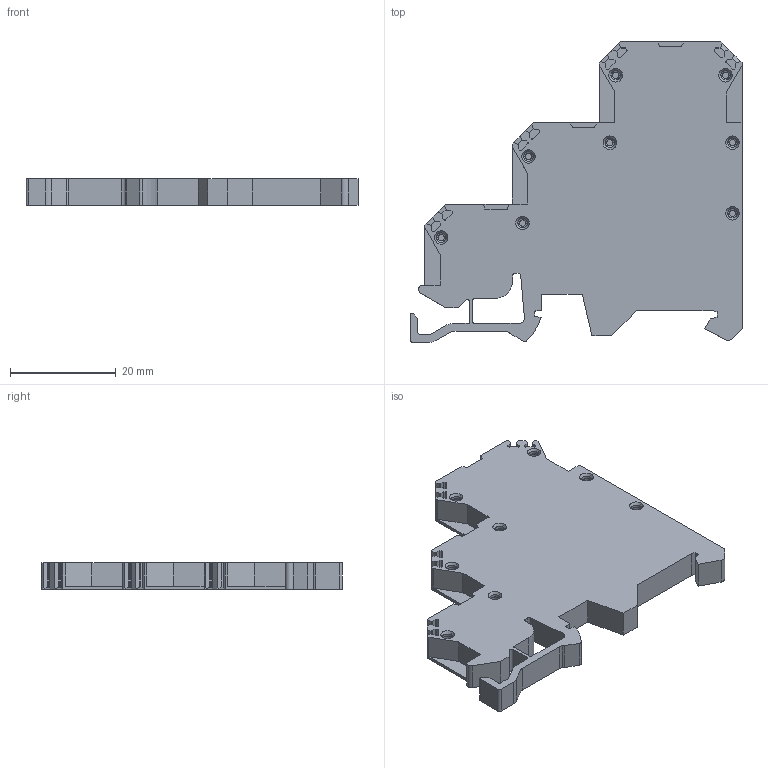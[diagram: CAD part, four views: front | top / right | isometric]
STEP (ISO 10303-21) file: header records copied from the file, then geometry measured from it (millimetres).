
FILE_DESCRIPTION(('FreeCAD Model'),'2;1');
FILE_NAME('1272_IK_2,5_PNP_DC_LED(GN)_48V_KOMBI_35.stp','2018-08-31T10:25:37',('Author'),( ''),'Open CASCADE STEP processor 7.2','FreeCAD','Unknown');
FILE_SCHEMA(('AUTOMOTIVE_DESIGN { 1 0 10303 214 1 1 1 1 }'));
Length unit declared in the file: millimetre
Products named in the file (1): 1272_IK_2,5_PNP_DC_LED(GN)_48V_KOMBI_35
Bounding box: 62.8 x 56.85 x 5.08 mm (x, y, z)
Volume: 10970.6 mm3; surface area: 6696.2 mm2
Topology: 1 solids, 1 shells, 344 faces, 884 edges, 560 vertices
Faces by surface type: plane 195, cylinder 97, cone 32, torus 20
Entity records: 22079 total; most frequent: CARTESIAN_POINT 3907, DIRECTION 3540, LINE 2246, VECTOR 2246, ORIENTED_EDGE 1768, PCURVE 1768, DEFINITIONAL_REPRESENTATION 1768, EDGE_CURVE 884
